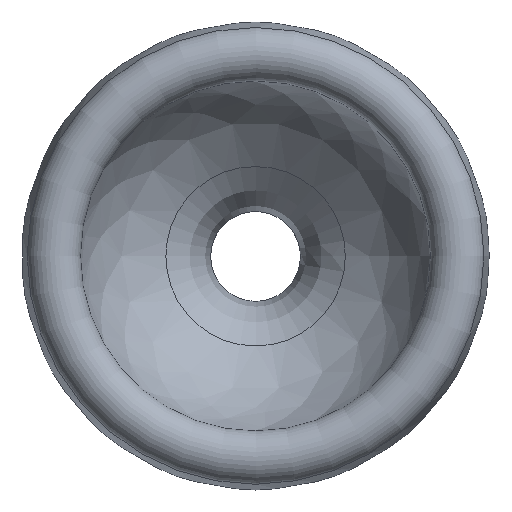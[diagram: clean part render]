
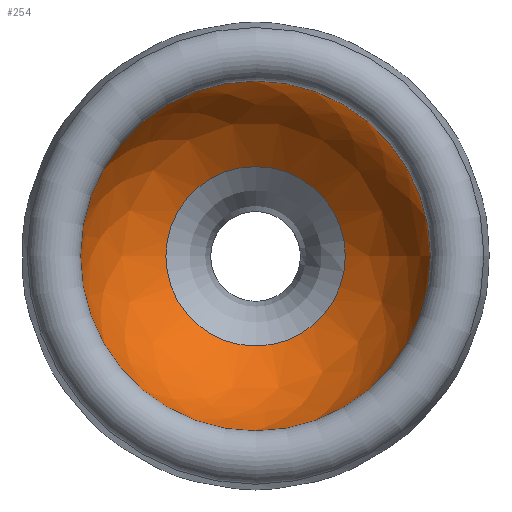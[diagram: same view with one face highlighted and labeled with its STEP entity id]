
A CAD part, top view. The second image highlights one B-rep face of the part: STEP entity #254.
In plain terms, the highlighted face is a revolution surface.
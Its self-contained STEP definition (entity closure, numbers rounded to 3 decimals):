
#234 = VERTEX_POINT('',#235);
#235 = CARTESIAN_POINT('',(7.827,0.,
    1.675));
#242 = EDGE_CURVE('',#234,#234,#243,.T.);
#243 = CIRCLE('',#244,7.827);
#244 = AXIS2_PLACEMENT_3D('',#245,#246,#247);
#245 = CARTESIAN_POINT('',(0.,0.,1.675));
#246 = DIRECTION('',(0.,0.,-1.));
#247 = DIRECTION('',(1.,0.,0.));
#254 = ADVANCED_FACE('',(#255),#275,.T.);
#255 = FACE_BOUND('',#256,.T.);
#256 = EDGE_LOOP('',(#257,#266,#273,#274));
#257 = ORIENTED_EDGE('',*,*,#258,.T.);
#258 = EDGE_CURVE('',#259,#259,#261,.T.);
#259 = VERTEX_POINT('',#260);
#260 = CARTESIAN_POINT('',(3.995,0.,
    -7.063));
#261 = CIRCLE('',#262,3.995);
#262 = AXIS2_PLACEMENT_3D('',#263,#264,#265);
#263 = CARTESIAN_POINT('',(0.,0.,-7.063));
#264 = DIRECTION('',(0.,0.,-1.));
#265 = DIRECTION('',(1.,0.,0.));
#266 = ORIENTED_EDGE('',*,*,#267,.T.);
#267 = EDGE_CURVE('',#259,#234,#268,.T.);
#268 = CIRCLE('',#269,8.07);
#269 = AXIS2_PLACEMENT_3D('',#270,#271,#272);
#270 = CARTESIAN_POINT('',(-0.05,0.,-0.08));
#271 = DIRECTION('',(0.,-1.,0.));
#272 = DIRECTION('',(1.,0.,0.));
#273 = ORIENTED_EDGE('',*,*,#242,.F.);
#274 = ORIENTED_EDGE('',*,*,#267,.F.);
#275 = SURFACE_OF_REVOLUTION('',#276,#281);
#276 = CIRCLE('',#277,8.07);
#277 = AXIS2_PLACEMENT_3D('',#278,#279,#280);
#278 = CARTESIAN_POINT('',(-0.05,0.,-0.08));
#279 = DIRECTION('',(0.,-1.,0.));
#280 = DIRECTION('',(1.,0.,0.));
#281 = AXIS1_PLACEMENT('',#282,#283);
#282 = CARTESIAN_POINT('',(0.,0.,0.));
#283 = DIRECTION('',(0.,0.,-1.));
